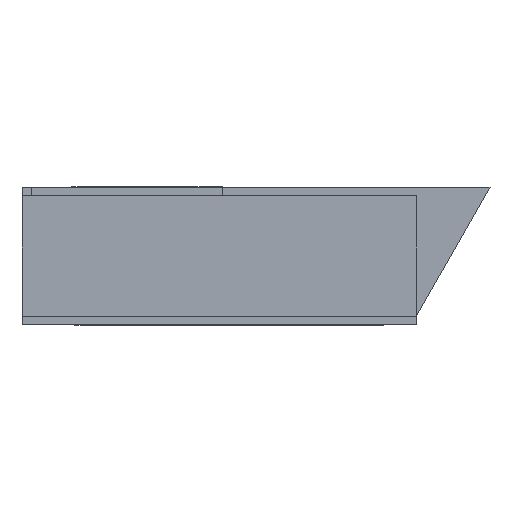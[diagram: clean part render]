
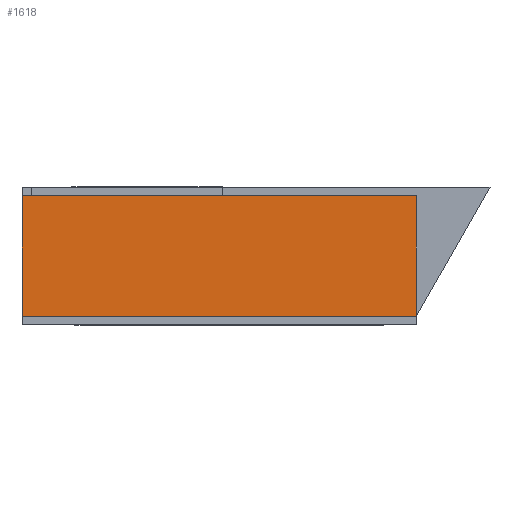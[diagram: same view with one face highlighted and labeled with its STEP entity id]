
A CAD part, left-side view. The second image highlights one B-rep face of the part: STEP entity #1618.
In plain terms, the highlighted planar face has unit normal (-1, 0, 0).
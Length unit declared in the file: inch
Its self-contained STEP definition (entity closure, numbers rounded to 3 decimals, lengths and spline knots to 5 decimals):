
#235=FACE_OUTER_BOUND('',#347,.T.);
#347=EDGE_LOOP('',(#1273,#1274,#1275,#1276));
#461=LINE('',#2704,#593);
#462=LINE('',#2706,#594);
#463=LINE('',#2708,#595);
#464=LINE('',#2709,#596);
#593=VECTOR('',#2176,0.01);
#594=VECTOR('',#2177,0.01);
#595=VECTOR('',#2178,0.01);
#596=VECTOR('',#2179,0.01);
#816=VERTEX_POINT('',#2702);
#817=VERTEX_POINT('',#2703);
#818=VERTEX_POINT('',#2705);
#819=VERTEX_POINT('',#2707);
#985=EDGE_CURVE('',#816,#817,#461,.T.);
#986=EDGE_CURVE('',#817,#818,#462,.T.);
#987=EDGE_CURVE('',#819,#818,#463,.T.);
#988=EDGE_CURVE('',#816,#819,#464,.T.);
#1273=ORIENTED_EDGE('',*,*,#985,.T.);
#1274=ORIENTED_EDGE('',*,*,#986,.T.);
#1275=ORIENTED_EDGE('',*,*,#987,.F.);
#1276=ORIENTED_EDGE('',*,*,#988,.F.);
#1539=PLANE('',#1860);
#1618=ADVANCED_FACE('',(#235),#1539,.T.);
#1860=AXIS2_PLACEMENT_3D('',#2701,#2174,#2175);
#2174=DIRECTION('center_axis',(-1.,0.,0.));
#2175=DIRECTION('ref_axis',(0.,-1.,0.));
#2176=DIRECTION('',(0.,-1.,0.));
#2177=DIRECTION('',(0.,0.,1.));
#2178=DIRECTION('',(0.,-1.,0.));
#2179=DIRECTION('',(0.,0.,1.));
#2701=CARTESIAN_POINT('Origin',(-0.003,0.152,0.));
#2702=CARTESIAN_POINT('',(-0.003,0.152,0.));
#2703=CARTESIAN_POINT('',(-0.003,-0.152,0.));
#2704=CARTESIAN_POINT('',(-0.003,0.152,0.));
#2705=CARTESIAN_POINT('',(-0.003,-0.152,0.093));
#2706=CARTESIAN_POINT('',(-0.003,-0.152,0.));
#2707=CARTESIAN_POINT('',(-0.003,0.152,0.093));
#2708=CARTESIAN_POINT('',(-0.003,0.152,0.093));
#2709=CARTESIAN_POINT('',(-0.003,0.152,0.));
